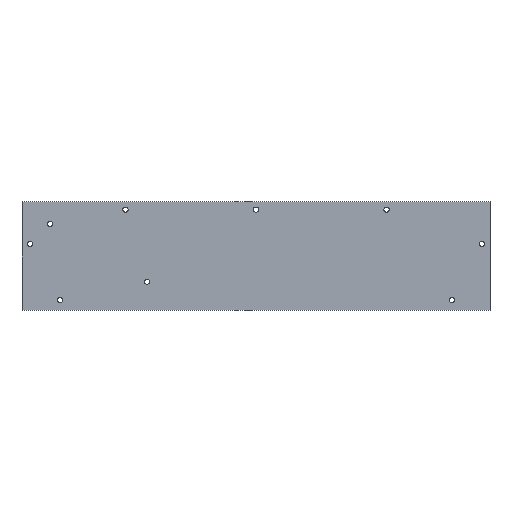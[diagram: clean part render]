
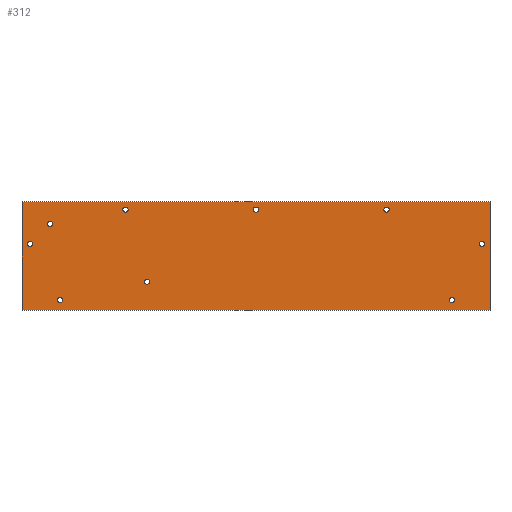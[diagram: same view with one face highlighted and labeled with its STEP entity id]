
A CAD part, top view. The second image highlights one B-rep face of the part: STEP entity #312.
In plain terms, the highlighted planar face has unit normal (0, 0, 1).
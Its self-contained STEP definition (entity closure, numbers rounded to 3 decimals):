
#15=FACE_BOUND('',#68,.T.);
#16=FACE_BOUND('',#69,.T.);
#17=FACE_BOUND('',#70,.T.);
#18=FACE_BOUND('',#71,.T.);
#19=FACE_BOUND('',#72,.T.);
#20=FACE_BOUND('',#73,.T.);
#21=FACE_BOUND('',#74,.T.);
#22=FACE_BOUND('',#75,.T.);
#23=FACE_BOUND('',#76,.T.);
#37=PLANE('',#359);
#52=FACE_OUTER_BOUND('',#67,.T.);
#67=EDGE_LOOP('',(#264,#265,#266,#267));
#68=EDGE_LOOP('',(#268));
#69=EDGE_LOOP('',(#269));
#70=EDGE_LOOP('',(#270));
#71=EDGE_LOOP('',(#271));
#72=EDGE_LOOP('',(#272));
#73=EDGE_LOOP('',(#273));
#74=EDGE_LOOP('',(#274));
#75=EDGE_LOOP('',(#275));
#76=EDGE_LOOP('',(#276));
#98=LINE('',#512,#119);
#101=LINE('',#518,#122);
#104=LINE('',#524,#125);
#107=LINE('',#528,#128);
#119=VECTOR('',#430,10.);
#122=VECTOR('',#435,10.);
#125=VECTOR('',#440,10.);
#128=VECTOR('',#445,10.);
#129=CIRCLE('',#329,1.6);
#131=CIRCLE('',#332,1.6);
#133=CIRCLE('',#335,1.6);
#135=CIRCLE('',#338,1.6);
#137=CIRCLE('',#341,1.6);
#139=CIRCLE('',#344,1.6);
#141=CIRCLE('',#347,1.6);
#143=CIRCLE('',#350,1.6);
#145=CIRCLE('',#353,1.6);
#147=VERTEX_POINT('',#452);
#149=VERTEX_POINT('',#458);
#151=VERTEX_POINT('',#464);
#153=VERTEX_POINT('',#470);
#155=VERTEX_POINT('',#476);
#157=VERTEX_POINT('',#482);
#159=VERTEX_POINT('',#488);
#161=VERTEX_POINT('',#494);
#163=VERTEX_POINT('',#500);
#167=VERTEX_POINT('',#509);
#168=VERTEX_POINT('',#511);
#170=VERTEX_POINT('',#517);
#172=VERTEX_POINT('',#523);
#173=EDGE_CURVE('',#147,#147,#129,.T.);
#176=EDGE_CURVE('',#149,#149,#131,.T.);
#179=EDGE_CURVE('',#151,#151,#133,.T.);
#182=EDGE_CURVE('',#153,#153,#135,.T.);
#185=EDGE_CURVE('',#155,#155,#137,.T.);
#188=EDGE_CURVE('',#157,#157,#139,.T.);
#191=EDGE_CURVE('',#159,#159,#141,.T.);
#194=EDGE_CURVE('',#161,#161,#143,.T.);
#197=EDGE_CURVE('',#163,#163,#145,.T.);
#202=EDGE_CURVE('',#168,#167,#98,.T.);
#205=EDGE_CURVE('',#170,#168,#101,.T.);
#208=EDGE_CURVE('',#172,#170,#104,.T.);
#211=EDGE_CURVE('',#167,#172,#107,.T.);
#264=ORIENTED_EDGE('',*,*,#211,.T.);
#265=ORIENTED_EDGE('',*,*,#208,.T.);
#266=ORIENTED_EDGE('',*,*,#205,.T.);
#267=ORIENTED_EDGE('',*,*,#202,.T.);
#268=ORIENTED_EDGE('',*,*,#197,.T.);
#269=ORIENTED_EDGE('',*,*,#194,.T.);
#270=ORIENTED_EDGE('',*,*,#191,.T.);
#271=ORIENTED_EDGE('',*,*,#188,.T.);
#272=ORIENTED_EDGE('',*,*,#185,.T.);
#273=ORIENTED_EDGE('',*,*,#182,.T.);
#274=ORIENTED_EDGE('',*,*,#179,.T.);
#275=ORIENTED_EDGE('',*,*,#176,.T.);
#276=ORIENTED_EDGE('',*,*,#173,.T.);
#312=ADVANCED_FACE('',(#52,#15,#16,#17,#18,#19,#20,#21,#22,#23),#37,.T.);
#329=AXIS2_PLACEMENT_3D('',#453,#365,#366);
#332=AXIS2_PLACEMENT_3D('',#459,#372,#373);
#335=AXIS2_PLACEMENT_3D('',#465,#379,#380);
#338=AXIS2_PLACEMENT_3D('',#471,#386,#387);
#341=AXIS2_PLACEMENT_3D('',#477,#393,#394);
#344=AXIS2_PLACEMENT_3D('',#483,#400,#401);
#347=AXIS2_PLACEMENT_3D('',#489,#407,#408);
#350=AXIS2_PLACEMENT_3D('',#495,#414,#415);
#353=AXIS2_PLACEMENT_3D('',#501,#421,#422);
#359=AXIS2_PLACEMENT_3D('',#529,#446,#447);
#365=DIRECTION('center_axis',(0.,0.,-1.));
#366=DIRECTION('ref_axis',(1.,0.,0.));
#372=DIRECTION('center_axis',(0.,0.,-1.));
#373=DIRECTION('ref_axis',(1.,0.,0.));
#379=DIRECTION('center_axis',(0.,0.,-1.));
#380=DIRECTION('ref_axis',(1.,0.,0.));
#386=DIRECTION('center_axis',(0.,0.,-1.));
#387=DIRECTION('ref_axis',(1.,0.,0.));
#393=DIRECTION('center_axis',(0.,0.,-1.));
#394=DIRECTION('ref_axis',(1.,0.,0.));
#400=DIRECTION('center_axis',(0.,0.,-1.));
#401=DIRECTION('ref_axis',(1.,0.,0.));
#407=DIRECTION('center_axis',(0.,0.,-1.));
#408=DIRECTION('ref_axis',(1.,0.,0.));
#414=DIRECTION('center_axis',(0.,0.,-1.));
#415=DIRECTION('ref_axis',(1.,0.,0.));
#421=DIRECTION('center_axis',(0.,0.,-1.));
#422=DIRECTION('ref_axis',(1.,0.,0.));
#430=DIRECTION('',(0.,-1.,0.));
#435=DIRECTION('',(-1.,0.,0.));
#440=DIRECTION('',(0.,1.,0.));
#445=DIRECTION('',(1.,0.,0.));
#446=DIRECTION('center_axis',(0.,0.,1.));
#447=DIRECTION('ref_axis',(1.,0.,0.));
#452=CARTESIAN_POINT('',(123.03,348.665,2.5));
#453=CARTESIAN_POINT('Origin',(124.63,348.665,2.5));
#458=CARTESIAN_POINT('',(109.814,392.797,2.5));
#459=CARTESIAN_POINT('Origin',(111.414,392.797,2.5));
#464=CARTESIAN_POINT('',(309.814,337.297,2.5));
#465=CARTESIAN_POINT('Origin',(311.414,337.297,2.5));
#470=CARTESIAN_POINT('',(69.814,337.297,2.5));
#471=CARTESIAN_POINT('Origin',(71.414,337.297,2.5));
#476=CARTESIAN_POINT('',(269.814,392.797,2.5));
#477=CARTESIAN_POINT('Origin',(271.414,392.797,2.5));
#482=CARTESIAN_POINT('',(328.195,371.915,2.5));
#483=CARTESIAN_POINT('Origin',(329.795,371.915,2.5));
#488=CARTESIAN_POINT('',(189.814,392.797,2.5));
#489=CARTESIAN_POINT('Origin',(191.414,392.797,2.5));
#494=CARTESIAN_POINT('',(51.432,371.915,2.5));
#495=CARTESIAN_POINT('Origin',(53.032,371.915,2.5));
#500=CARTESIAN_POINT('',(63.736,384.083,2.5));
#501=CARTESIAN_POINT('Origin',(65.336,384.083,2.5));
#509=CARTESIAN_POINT('',(48.032,331.028,2.5));
#511=CARTESIAN_POINT('',(48.032,397.797,2.5));
#512=CARTESIAN_POINT('',(48.032,397.797,2.5));
#517=CARTESIAN_POINT('',(334.795,397.797,2.5));
#518=CARTESIAN_POINT('',(334.795,397.797,2.5));
#523=CARTESIAN_POINT('',(334.795,331.028,2.5));
#524=CARTESIAN_POINT('',(334.795,331.028,2.5));
#528=CARTESIAN_POINT('',(48.032,331.028,2.5));
#529=CARTESIAN_POINT('Origin',(208.984,204.685,2.5));
